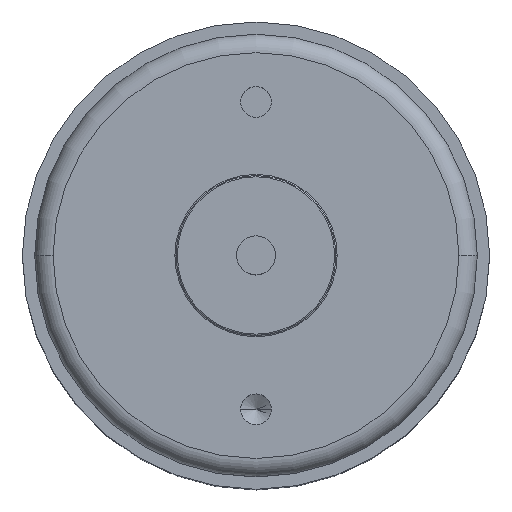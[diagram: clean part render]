
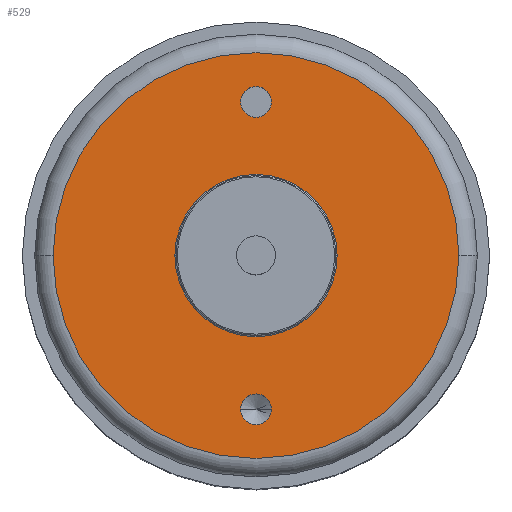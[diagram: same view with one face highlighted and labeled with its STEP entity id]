
A CAD part, top view. The second image highlights one B-rep face of the part: STEP entity #529.
In plain terms, the highlighted planar face has unit normal (0, 0, 1).
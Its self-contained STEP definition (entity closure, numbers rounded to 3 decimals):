
#33 = CIRCLE ( 'NONE', #1614, 16.5 ) ;
#45 = AXIS2_PLACEMENT_3D ( 'NONE', #932, #387, #1381 ) ;
#53 = DIRECTION ( 'NONE',  ( 0., 0., 1. ) ) ;
#62 = VERTEX_POINT ( 'NONE', #891 ) ;
#74 = CARTESIAN_POINT ( 'NONE',  ( 0., -12.5, -0.008 ) ) ;
#97 = CARTESIAN_POINT ( 'NONE',  ( 6.6, 0., -0.008 ) ) ;
#101 = DIRECTION ( 'NONE',  ( 1., 0., 0. ) ) ;
#104 = EDGE_CURVE ( 'NONE', #1730, #609, #1402, .T. ) ;
#227 = CARTESIAN_POINT ( 'NONE',  ( 1.25, 12.5, -0.008 ) ) ;
#239 = EDGE_LOOP ( 'NONE', ( #1442, #539 ) ) ;
#248 = EDGE_CURVE ( 'NONE', #436, #62, #778, .T. ) ;
#323 = VERTEX_POINT ( 'NONE', #97 ) ;
#328 = EDGE_LOOP ( 'NONE', ( #433, #411 ) ) ;
#330 = FACE_OUTER_BOUND ( 'NONE', #239, .T. ) ;
#334 = CIRCLE ( 'NONE', #45, 1.25 ) ;
#342 = EDGE_LOOP ( 'NONE', ( #1011, #1674 ) ) ;
#372 = VERTEX_POINT ( 'NONE', #1123 ) ;
#387 = DIRECTION ( 'NONE',  ( 0., 0., 1. ) ) ;
#402 = CARTESIAN_POINT ( 'NONE',  ( -6.6, 0., -0.008 ) ) ;
#411 = ORIENTED_EDGE ( 'NONE', *, *, #1436, .T. ) ;
#415 = VERTEX_POINT ( 'NONE', #402 ) ;
#433 = ORIENTED_EDGE ( 'NONE', *, *, #1689, .T. ) ;
#436 = VERTEX_POINT ( 'NONE', #1291 ) ;
#456 = ORIENTED_EDGE ( 'NONE', *, *, #549, .F. ) ;
#503 = CIRCLE ( 'NONE', #1766, 6.6 ) ;
#508 = CARTESIAN_POINT ( 'NONE',  ( 0., 0., -0.008 ) ) ;
#519 = DIRECTION ( 'NONE',  ( 0., 0., -1. ) ) ;
#529 = ADVANCED_FACE ( 'NONE', ( #1512, #1488, #330, #813 ), #1021, .T. ) ;
#539 = ORIENTED_EDGE ( 'NONE', *, *, #248, .T. ) ;
#549 = EDGE_CURVE ( 'NONE', #609, #1730, #1634, .T. ) ;
#565 = DIRECTION ( 'NONE',  ( 1., 0., 0. ) ) ;
#570 = CARTESIAN_POINT ( 'NONE',  ( 0., 0., -0.008 ) ) ;
#598 = EDGE_CURVE ( 'NONE', #1677, #372, #1137, .T. ) ;
#609 = VERTEX_POINT ( 'NONE', #227 ) ;
#619 = AXIS2_PLACEMENT_3D ( 'NONE', #508, #1067, #929 ) ;
#685 = CARTESIAN_POINT ( 'NONE',  ( -1.25, 12.5, -0.008 ) ) ;
#716 = CARTESIAN_POINT ( 'NONE',  ( 0., 12.5, -0.008 ) ) ;
#719 = AXIS2_PLACEMENT_3D ( 'NONE', #716, #53, #1026 ) ;
#746 = EDGE_LOOP ( 'NONE', ( #456, #1369 ) ) ;
#778 = CIRCLE ( 'NONE', #619, 16.5 ) ;
#813 = FACE_BOUND ( 'NONE', #328, .T. ) ;
#831 = EDGE_CURVE ( 'NONE', #62, #436, #33, .T. ) ;
#860 = DIRECTION ( 'NONE',  ( 0., 0., 1. ) ) ;
#863 = CARTESIAN_POINT ( 'NONE',  ( 0., 0., -0.008 ) ) ;
#890 = DIRECTION ( 'NONE',  ( 1., 0., 0. ) ) ;
#891 = CARTESIAN_POINT ( 'NONE',  ( 16.5, 0., -0.008 ) ) ;
#929 = DIRECTION ( 'NONE',  ( 1., 0., 0. ) ) ;
#932 = CARTESIAN_POINT ( 'NONE',  ( 0., -12.5, -0.008 ) ) ;
#954 = DIRECTION ( 'NONE',  ( 0., 0., 1. ) ) ;
#984 = DIRECTION ( 'NONE',  ( 0., 0., -1. ) ) ;
#1011 = ORIENTED_EDGE ( 'NONE', *, *, #598, .F. ) ;
#1021 = PLANE ( 'NONE',  #1397 ) ;
#1026 = DIRECTION ( 'NONE',  ( 1., 0., 0. ) ) ;
#1067 = DIRECTION ( 'NONE',  ( 0., 0., 1. ) ) ;
#1103 = CARTESIAN_POINT ( 'NONE',  ( 0., 12.5, -0.008 ) ) ;
#1123 = CARTESIAN_POINT ( 'NONE',  ( -1.25, -12.5, -0.008 ) ) ;
#1137 = CIRCLE ( 'NONE', #1597, 1.25 ) ;
#1161 = DIRECTION ( 'NONE',  ( 0., 0., 1. ) ) ;
#1223 = EDGE_CURVE ( 'NONE', #372, #1677, #334, .T. ) ;
#1289 = AXIS2_PLACEMENT_3D ( 'NONE', #1590, #519, #101 ) ;
#1291 = CARTESIAN_POINT ( 'NONE',  ( -16.5, 0., -0.008 ) ) ;
#1314 = DIRECTION ( 'NONE',  ( 1., 0., 0. ) ) ;
#1369 = ORIENTED_EDGE ( 'NONE', *, *, #104, .F. ) ;
#1381 = DIRECTION ( 'NONE',  ( 1., 0., 0. ) ) ;
#1397 = AXIS2_PLACEMENT_3D ( 'NONE', #863, #1161, #1314 ) ;
#1402 = CIRCLE ( 'NONE', #1495, 1.25 ) ;
#1408 = CARTESIAN_POINT ( 'NONE',  ( 0., 0., -0.008 ) ) ;
#1436 = EDGE_CURVE ( 'NONE', #415, #323, #1490, .T. ) ;
#1442 = ORIENTED_EDGE ( 'NONE', *, *, #831, .T. ) ;
#1474 = DIRECTION ( 'NONE',  ( 0., 0., 1. ) ) ;
#1488 = FACE_BOUND ( 'NONE', #342, .T. ) ;
#1490 = CIRCLE ( 'NONE', #1289, 6.6 ) ;
#1495 = AXIS2_PLACEMENT_3D ( 'NONE', #1103, #954, #1520 ) ;
#1512 = FACE_BOUND ( 'NONE', #746, .T. ) ;
#1516 = CARTESIAN_POINT ( 'NONE',  ( 1.25, -12.5, -0.008 ) ) ;
#1520 = DIRECTION ( 'NONE',  ( 1., 0., 0. ) ) ;
#1546 = DIRECTION ( 'NONE',  ( 1., 0., 0. ) ) ;
#1590 = CARTESIAN_POINT ( 'NONE',  ( 0., 0., -0.008 ) ) ;
#1597 = AXIS2_PLACEMENT_3D ( 'NONE', #74, #1474, #890 ) ;
#1614 = AXIS2_PLACEMENT_3D ( 'NONE', #570, #860, #565 ) ;
#1634 = CIRCLE ( 'NONE', #719, 1.25 ) ;
#1674 = ORIENTED_EDGE ( 'NONE', *, *, #1223, .F. ) ;
#1677 = VERTEX_POINT ( 'NONE', #1516 ) ;
#1689 = EDGE_CURVE ( 'NONE', #323, #415, #503, .T. ) ;
#1730 = VERTEX_POINT ( 'NONE', #685 ) ;
#1766 = AXIS2_PLACEMENT_3D ( 'NONE', #1408, #984, #1546 ) ;
